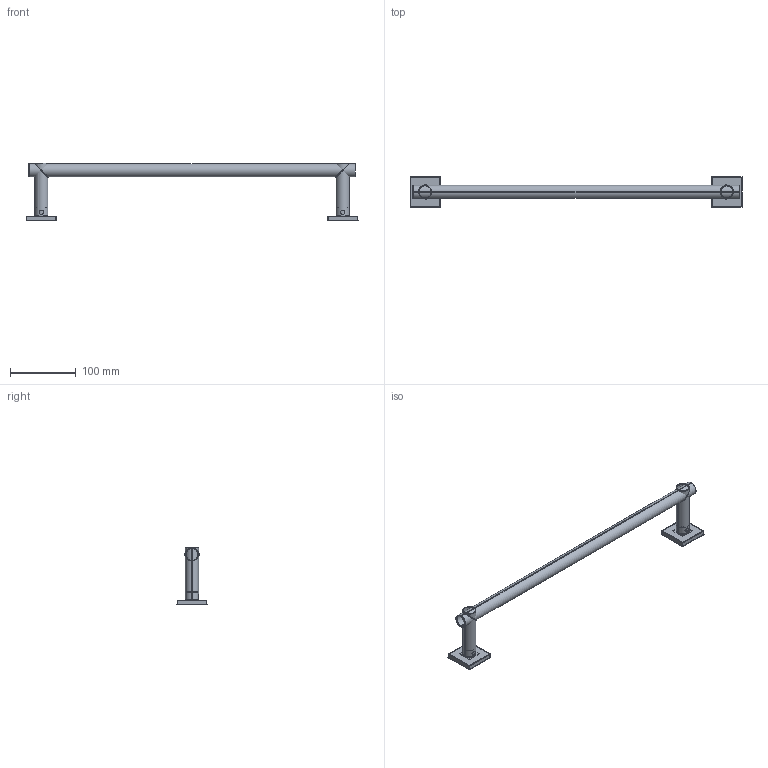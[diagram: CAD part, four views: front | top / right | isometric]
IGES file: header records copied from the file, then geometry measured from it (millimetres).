
Start section:  PTC IGES file: 5302_asm.igs
Global section: file name: 5302_asm.igs; native system: Creo Parametric by Parametric Technology Corporation; preprocessor: 2013150; author: rsmith; organization: Unknown; date: 20150813.083032; units: inch
Bounding box: 503.43 x 46.23 x 87.81 mm (x, y, z)
Surface area: 371299.5 mm2 (no closed solid volume)
Topology: 0 solids, 0 shells, 812 faces, 11916 edges, 15723 vertices
Faces by surface type: revolution 540, bspline 272
